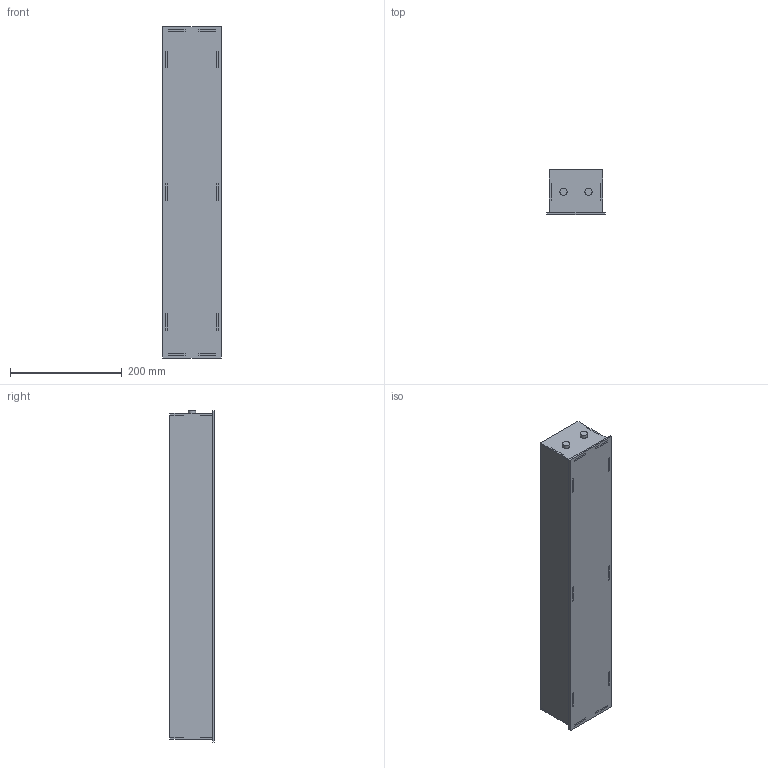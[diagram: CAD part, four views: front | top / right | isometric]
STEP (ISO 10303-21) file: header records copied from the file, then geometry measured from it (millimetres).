
FILE_DESCRIPTION(/* description */ (''),/* implementation_level */ '2;1');
FILE_NAME(/* name */ 'mtm v3.step',/* time_stamp */ '2016-06-29T10:02:24+08:00',/* author */ (''),/* organization */ (''),/* preprocessor_version */ 'ST-DEVELOPER v16.5',/* originating_system */ 'Autodesk Translation Framework v5.1.0.3141',/* authorisation */ '');
FILE_SCHEMA (('AUTOMOTIVE_DESIGN { 1 0 10303 214 3 1 1 }'));
Length unit declared in the file: centimetre
Products named in the file (10): mtm v3; bottom; longside (1); shortside; boxside; boxhole; room; axis1; axis2; axis3
Assembly tree (13 placements, depth 2):
  mtm v3
    shortside  x2
    bottom
    longside (1)  x2
    boxside  x2
    boxhole  x2
    room
    axis1
    axis2
    axis3
Bounding box: 105 x 80 x 595 mm (x, y, z)
Volume: 768745.6 mm3; surface area: 475171.5 mm2
Topology: 13 solids, 13 shells, 194 faces, 504 edges, 336 vertices
Faces by surface type: plane 178, cylinder 16
Full cylindrical faces by diameter (mm): 7.8 x4, 13 x12
Entity records: 4128 total; most frequent: CARTESIAN_POINT 696, DIRECTION 648, ORIENTED_EDGE 644, EDGE_CURVE 322, LINE 300, VECTOR 300, VERTEX_POINT 222, EDGE_LOOP 176
